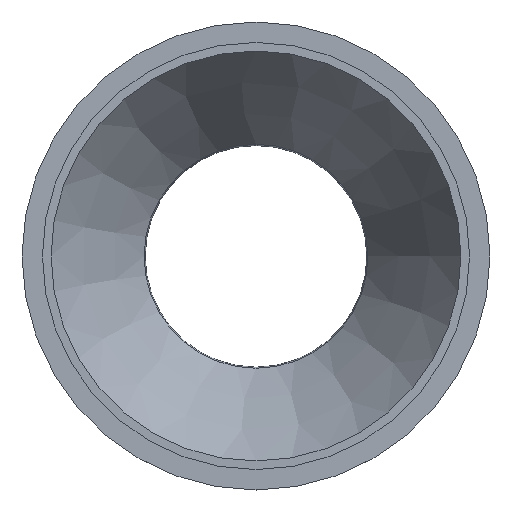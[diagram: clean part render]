
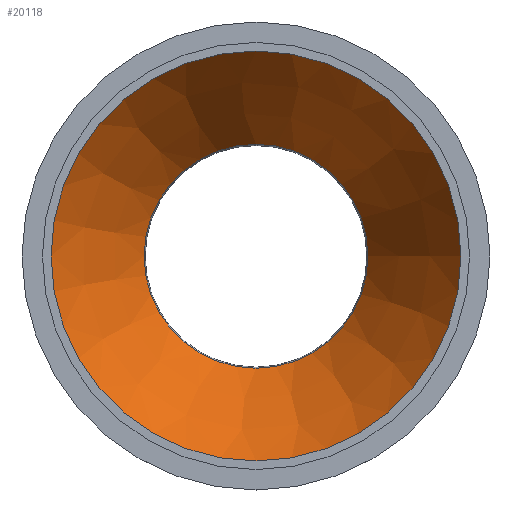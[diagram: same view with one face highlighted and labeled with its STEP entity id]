
A CAD part, top view. The second image highlights one B-rep face of the part: STEP entity #20118.
In plain terms, the highlighted conical face has half-angle 32 degrees and reference radius 24.643 mm.
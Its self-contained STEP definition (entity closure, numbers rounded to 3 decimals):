
#19842 = PLANE('',#19843);
#19843 = AXIS2_PLACEMENT_3D('',#19844,#19845,#19846);
#19844 = CARTESIAN_POINT('',(0.,0.,56.607));
#19845 = DIRECTION('',(0.,0.,-1.));
#19846 = DIRECTION('',(1.,0.,0.));
#20031 = EDGE_CURVE('',#20032,#20032,#20034,.T.);
#20032 = VERTEX_POINT('',#20033);
#20033 = CARTESIAN_POINT('',(45.113,0.,
    56.607));
#20034 = SURFACE_CURVE('',#20035,(#20040,#20051),.PCURVE_S1.);
#20035 = CIRCLE('',#20036,45.113);
#20036 = AXIS2_PLACEMENT_3D('',#20037,#20038,#20039);
#20037 = CARTESIAN_POINT('',(0.,0.,56.607));
#20038 = DIRECTION('',(-0.,0.,1.));
#20039 = DIRECTION('',(1.,0.,0.));
#20040 = PCURVE('',#19842,#20041);
#20041 = DEFINITIONAL_REPRESENTATION('',(#20042),#20050);
#20042 = ( BOUNDED_CURVE() B_SPLINE_CURVE(2,(#20043,#20044,#20045,#20046
    ,#20047,#20048,#20049),.UNSPECIFIED.,.T.,.F.) 
B_SPLINE_CURVE_WITH_KNOTS((1,2,2,2,2,1),(-2.094,0.,
    2.094,4.189,6.283,8.378),
.UNSPECIFIED.) CURVE() GEOMETRIC_REPRESENTATION_ITEM() 
RATIONAL_B_SPLINE_CURVE((1.,0.5,1.,0.5,1.,0.5,1.)) REPRESENTATION_ITEM(
  '') );
#20043 = CARTESIAN_POINT('',(45.113,0.));
#20044 = CARTESIAN_POINT('',(45.113,-78.139));
#20045 = CARTESIAN_POINT('',(-22.557,-39.069));
#20046 = CARTESIAN_POINT('',(-90.227,0.));
#20047 = CARTESIAN_POINT('',(-22.557,39.069));
#20048 = CARTESIAN_POINT('',(45.113,78.139));
#20049 = CARTESIAN_POINT('',(45.113,0.));
#20050 = ( GEOMETRIC_REPRESENTATION_CONTEXT(2) 
PARAMETRIC_REPRESENTATION_CONTEXT() REPRESENTATION_CONTEXT('2D SPACE',''
  ) );
#20051 = PCURVE('',#20052,#20057);
#20052 = CONICAL_SURFACE('',#20053,24.643,0.559);
#20053 = AXIS2_PLACEMENT_3D('',#20054,#20055,#20056);
#20054 = CARTESIAN_POINT('',(0.,0.,23.848));
#20055 = DIRECTION('',(0.,0.,1.));
#20056 = DIRECTION('',(1.,0.,0.));
#20057 = DEFINITIONAL_REPRESENTATION('',(#20058),#20062);
#20058 = LINE('',#20059,#20060);
#20059 = CARTESIAN_POINT('',(-6.283,32.759));
#20060 = VECTOR('',#20061,1.);
#20061 = DIRECTION('',(1.,-0.));
#20062 = ( GEOMETRIC_REPRESENTATION_CONTEXT(2) 
PARAMETRIC_REPRESENTATION_CONTEXT() REPRESENTATION_CONTEXT('2D SPACE',''
  ) );
#20118 = ADVANCED_FACE('',(#20119),#20052,.F.);
#20119 = FACE_BOUND('',#20120,.T.);
#20120 = EDGE_LOOP('',(#20121,#20150,#20171,#20172));
#20121 = ORIENTED_EDGE('',*,*,#20122,.T.);
#20122 = EDGE_CURVE('',#20123,#20123,#20125,.T.);
#20123 = VERTEX_POINT('',#20124);
#20124 = CARTESIAN_POINT('',(24.643,0.,
    23.848));
#20125 = SURFACE_CURVE('',#20126,(#20131,#20138),.PCURVE_S1.);
#20126 = CIRCLE('',#20127,24.643);
#20127 = AXIS2_PLACEMENT_3D('',#20128,#20129,#20130);
#20128 = CARTESIAN_POINT('',(0.,0.,23.848));
#20129 = DIRECTION('',(0.,0.,-1.));
#20130 = DIRECTION('',(1.,0.,0.));
#20131 = PCURVE('',#20052,#20132);
#20132 = DEFINITIONAL_REPRESENTATION('',(#20133),#20137);
#20133 = LINE('',#20134,#20135);
#20134 = CARTESIAN_POINT('',(-0.,0.));
#20135 = VECTOR('',#20136,1.);
#20136 = DIRECTION('',(-1.,0.));
#20137 = ( GEOMETRIC_REPRESENTATION_CONTEXT(2) 
PARAMETRIC_REPRESENTATION_CONTEXT() REPRESENTATION_CONTEXT('2D SPACE',''
  ) );
#20138 = PCURVE('',#20139,#20144);
#20139 = TOROIDAL_SURFACE('',#20140,26.,1.6);
#20140 = AXIS2_PLACEMENT_3D('',#20141,#20142,#20143);
#20141 = CARTESIAN_POINT('',(0.,0.,23.));
#20142 = DIRECTION('',(0.,0.,-1.));
#20143 = DIRECTION('',(1.,0.,0.));
#20144 = DEFINITIONAL_REPRESENTATION('',(#20145),#20149);
#20145 = LINE('',#20146,#20147);
#20146 = CARTESIAN_POINT('',(0.,3.7));
#20147 = VECTOR('',#20148,1.);
#20148 = DIRECTION('',(1.,0.));
#20149 = ( GEOMETRIC_REPRESENTATION_CONTEXT(2) 
PARAMETRIC_REPRESENTATION_CONTEXT() REPRESENTATION_CONTEXT('2D SPACE',''
  ) );
#20150 = ORIENTED_EDGE('',*,*,#20151,.T.);
#20151 = EDGE_CURVE('',#20123,#20032,#20152,.T.);
#20152 = SEAM_CURVE('',#20153,(#20157,#20164),.PCURVE_S1.);
#20153 = LINE('',#20154,#20155);
#20154 = CARTESIAN_POINT('',(24.643,0.,
    23.848));
#20155 = VECTOR('',#20156,1.);
#20156 = DIRECTION('',(0.53,0.,0.848)
  );
#20157 = PCURVE('',#20052,#20158);
#20158 = DEFINITIONAL_REPRESENTATION('',(#20159),#20163);
#20159 = LINE('',#20160,#20161);
#20160 = CARTESIAN_POINT('',(-6.283,0.));
#20161 = VECTOR('',#20162,1.);
#20162 = DIRECTION('',(-0.,1.));
#20163 = ( GEOMETRIC_REPRESENTATION_CONTEXT(2) 
PARAMETRIC_REPRESENTATION_CONTEXT() REPRESENTATION_CONTEXT('2D SPACE',''
  ) );
#20164 = PCURVE('',#20052,#20165);
#20165 = DEFINITIONAL_REPRESENTATION('',(#20166),#20170);
#20166 = LINE('',#20167,#20168);
#20167 = CARTESIAN_POINT('',(-0.,0.));
#20168 = VECTOR('',#20169,1.);
#20169 = DIRECTION('',(-0.,1.));
#20170 = ( GEOMETRIC_REPRESENTATION_CONTEXT(2) 
PARAMETRIC_REPRESENTATION_CONTEXT() REPRESENTATION_CONTEXT('2D SPACE',''
  ) );
#20171 = ORIENTED_EDGE('',*,*,#20031,.T.);
#20172 = ORIENTED_EDGE('',*,*,#20151,.F.);
